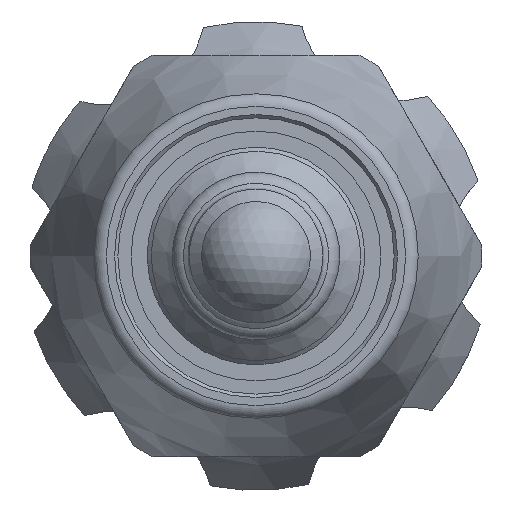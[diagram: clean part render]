
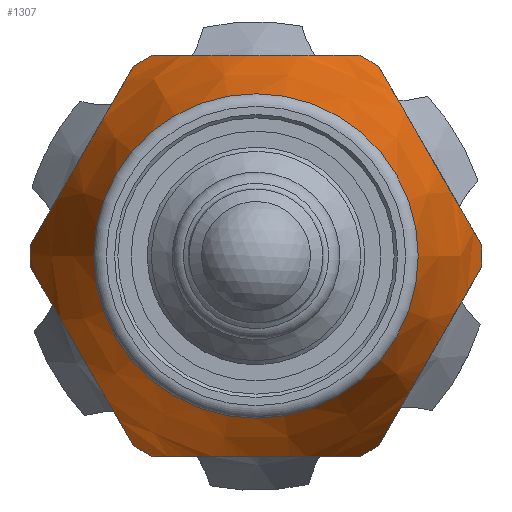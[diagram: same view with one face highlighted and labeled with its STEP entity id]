
A CAD part, front view. The second image highlights one B-rep face of the part: STEP entity #1307.
In plain terms, the highlighted conical face has half-angle 20 degrees and reference radius 11.492 mm.
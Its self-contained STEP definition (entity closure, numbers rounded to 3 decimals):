
#586=CARTESIAN_POINT('',(6.151,15.148,-12.));
#587=VERTEX_POINT('',#586);
#594=CARTESIAN_POINT('',(-6.151,15.148,-12.));
#595=VERTEX_POINT('',#594);
#596=CARTESIAN_POINT('',(6.151,15.148,-12.));
#597=CARTESIAN_POINT('',(0.,7.439,-12.));
#598=CARTESIAN_POINT('',(-6.151,15.148,-12.));
#606=(BOUNDED_CURVE()B_SPLINE_CURVE(2,(#596,#597,#598),.UNSPECIFIED.,.F.,.U.)B_SPLINE_CURVE_WITH_KNOTS((3,3),(0.0,1.476),.UNSPECIFIED.)CURVE()GEOMETRIC_REPRESENTATION_ITEM()RATIONAL_B_SPLINE_CURVE((1.0,1.124,1.0))REPRESENTATION_ITEM(''));
#607=EDGE_CURVE('',#587,#595,#606,.T.);
#1062=CARTESIAN_POINT('',(13.468,15.148,-0.673));
#1063=VERTEX_POINT('',#1062);
#1070=CARTESIAN_POINT('',(7.317,15.148,-11.327));
#1071=VERTEX_POINT('',#1070);
#1072=CARTESIAN_POINT('',(13.468,15.148,-0.673));
#1073=CARTESIAN_POINT('',(10.392,7.439,-6.));
#1074=CARTESIAN_POINT('',(7.317,15.148,-11.327));
#1082=(BOUNDED_CURVE()B_SPLINE_CURVE(2,(#1072,#1073,#1074),.UNSPECIFIED.,.F.,.U.)B_SPLINE_CURVE_WITH_KNOTS((3,3),(0.0,1.476),.UNSPECIFIED.)CURVE()GEOMETRIC_REPRESENTATION_ITEM()RATIONAL_B_SPLINE_CURVE((1.0,1.124,1.0))REPRESENTATION_ITEM(''));
#1083=EDGE_CURVE('',#1063,#1071,#1082,.T.);
#1100=CARTESIAN_POINT('',(13.468,15.148,0.673));
#1101=VERTEX_POINT('',#1100);
#1108=CARTESIAN_POINT('',(0.,15.148,0.));
#1109=DIRECTION('',(0.0,-1.0,0.0));
#1110=DIRECTION('',(-1.0,0.0,0.0));
#1111=AXIS2_PLACEMENT_3D('',#1108,#1109,#1110);
#1112=CIRCLE('',#1111,13.485);
#1113=EDGE_CURVE('',#1063,#1101,#1112,.T.);
#1125=CARTESIAN_POINT('',(7.317,15.148,11.327));
#1126=VERTEX_POINT('',#1125);
#1133=CARTESIAN_POINT('',(7.317,15.148,11.327));
#1134=CARTESIAN_POINT('',(10.392,7.439,6.));
#1135=CARTESIAN_POINT('',(13.468,15.148,0.673));
#1143=(BOUNDED_CURVE()B_SPLINE_CURVE(2,(#1133,#1134,#1135),.UNSPECIFIED.,.F.,.U.)B_SPLINE_CURVE_WITH_KNOTS((3,3),(0.0,1.476),.UNSPECIFIED.)CURVE()GEOMETRIC_REPRESENTATION_ITEM()RATIONAL_B_SPLINE_CURVE((1.0,1.124,1.0))REPRESENTATION_ITEM(''));
#1144=EDGE_CURVE('',#1126,#1101,#1143,.T.);
#1156=CARTESIAN_POINT('',(6.151,15.148,12.));
#1157=VERTEX_POINT('',#1156);
#1164=CARTESIAN_POINT('',(0.,15.148,0.));
#1165=DIRECTION('',(0.0,-1.0,0.0));
#1166=DIRECTION('',(-1.0,0.0,0.0));
#1167=AXIS2_PLACEMENT_3D('',#1164,#1165,#1166);
#1168=CIRCLE('',#1167,13.485);
#1169=EDGE_CURVE('',#1126,#1157,#1168,.T.);
#1181=CARTESIAN_POINT('',(-6.151,15.148,12.));
#1182=VERTEX_POINT('',#1181);
#1189=CARTESIAN_POINT('',(-6.151,15.148,12.));
#1190=CARTESIAN_POINT('',(0.,7.439,12.));
#1191=CARTESIAN_POINT('',(6.151,15.148,12.));
#1199=(BOUNDED_CURVE()B_SPLINE_CURVE(2,(#1189,#1190,#1191),.UNSPECIFIED.,.F.,.U.)B_SPLINE_CURVE_WITH_KNOTS((3,3),(0.0,1.476),.UNSPECIFIED.)CURVE()GEOMETRIC_REPRESENTATION_ITEM()RATIONAL_B_SPLINE_CURVE((1.0,1.124,1.0))REPRESENTATION_ITEM(''));
#1200=EDGE_CURVE('',#1182,#1157,#1199,.T.);
#1214=CARTESIAN_POINT('',(-9.692,4.726,0.));
#1215=VERTEX_POINT('',#1214);
#1216=CARTESIAN_POINT('',(0.,4.726,0.));
#1217=DIRECTION('',(0.0,-1.0,0.0));
#1218=DIRECTION('',(1.0,0.0,0.0));
#1219=AXIS2_PLACEMENT_3D('',#1216,#1217,#1218);
#1220=CIRCLE('',#1219,9.692);
#1221=EDGE_CURVE('',#1215,#1215,#1220,.T.);
#1229=CARTESIAN_POINT('',(0.,9.674,0.));
#1230=DIRECTION('',(0.,1.0,0.));
#1231=DIRECTION('',(-1.0,0.0,0.0));
#1232=AXIS2_PLACEMENT_3D('',#1229,#1230,#1231);
#1233=CONICAL_SURFACE('',#1232,11.492,20.);
#1234=ORIENTED_EDGE('',*,*,#1200,.F.);
#1235=CARTESIAN_POINT('',(-7.317,15.148,11.327));
#1236=VERTEX_POINT('',#1235);
#1237=CARTESIAN_POINT('',(0.,15.148,0.));
#1238=DIRECTION('',(0.0,-1.0,0.0));
#1239=DIRECTION('',(-1.0,0.0,0.0));
#1240=AXIS2_PLACEMENT_3D('',#1237,#1238,#1239);
#1241=CIRCLE('',#1240,13.485);
#1242=EDGE_CURVE('',#1182,#1236,#1241,.T.);
#1243=ORIENTED_EDGE('',*,*,#1242,.T.);
#1244=CARTESIAN_POINT('',(-13.468,15.148,0.673));
#1245=VERTEX_POINT('',#1244);
#1246=CARTESIAN_POINT('',(-13.468,15.148,0.673));
#1247=CARTESIAN_POINT('',(-10.392,7.439,6.));
#1248=CARTESIAN_POINT('',(-7.317,15.148,11.327));
#1256=(BOUNDED_CURVE()B_SPLINE_CURVE(2,(#1246,#1247,#1248),.UNSPECIFIED.,.F.,.U.)B_SPLINE_CURVE_WITH_KNOTS((3,3),(0.0,1.476),.UNSPECIFIED.)CURVE()GEOMETRIC_REPRESENTATION_ITEM()RATIONAL_B_SPLINE_CURVE((1.0,1.124,1.0))REPRESENTATION_ITEM(''));
#1257=EDGE_CURVE('',#1245,#1236,#1256,.T.);
#1258=ORIENTED_EDGE('',*,*,#1257,.F.);
#1259=CARTESIAN_POINT('',(-13.468,15.148,-0.673));
#1260=VERTEX_POINT('',#1259);
#1261=CARTESIAN_POINT('',(0.,15.148,0.));
#1262=DIRECTION('',(0.0,-1.0,0.0));
#1263=DIRECTION('',(-1.0,0.0,0.0));
#1264=AXIS2_PLACEMENT_3D('',#1261,#1262,#1263);
#1265=CIRCLE('',#1264,13.485);
#1266=EDGE_CURVE('',#1245,#1260,#1265,.T.);
#1267=ORIENTED_EDGE('',*,*,#1266,.T.);
#1268=CARTESIAN_POINT('',(-7.317,15.148,-11.327));
#1269=VERTEX_POINT('',#1268);
#1270=CARTESIAN_POINT('',(-7.317,15.148,-11.327));
#1271=CARTESIAN_POINT('',(-10.392,7.439,-6.));
#1272=CARTESIAN_POINT('',(-13.468,15.148,-0.673));
#1280=(BOUNDED_CURVE()B_SPLINE_CURVE(2,(#1270,#1271,#1272),.UNSPECIFIED.,.F.,.U.)B_SPLINE_CURVE_WITH_KNOTS((3,3),(0.0,1.476),.UNSPECIFIED.)CURVE()GEOMETRIC_REPRESENTATION_ITEM()RATIONAL_B_SPLINE_CURVE((1.0,1.124,1.0))REPRESENTATION_ITEM(''));
#1281=EDGE_CURVE('',#1269,#1260,#1280,.T.);
#1282=ORIENTED_EDGE('',*,*,#1281,.F.);
#1283=CARTESIAN_POINT('',(0.,15.148,0.));
#1284=DIRECTION('',(0.0,-1.0,0.0));
#1285=DIRECTION('',(-1.0,0.0,0.0));
#1286=AXIS2_PLACEMENT_3D('',#1283,#1284,#1285);
#1287=CIRCLE('',#1286,13.485);
#1288=EDGE_CURVE('',#1269,#595,#1287,.T.);
#1289=ORIENTED_EDGE('',*,*,#1288,.T.);
#1290=ORIENTED_EDGE('',*,*,#607,.F.);
#1291=CARTESIAN_POINT('',(0.,15.148,0.));
#1292=DIRECTION('',(0.0,-1.0,0.0));
#1293=DIRECTION('',(-1.0,0.0,0.0));
#1294=AXIS2_PLACEMENT_3D('',#1291,#1292,#1293);
#1295=CIRCLE('',#1294,13.485);
#1296=EDGE_CURVE('',#587,#1071,#1295,.T.);
#1297=ORIENTED_EDGE('',*,*,#1296,.T.);
#1298=ORIENTED_EDGE('',*,*,#1083,.F.);
#1299=ORIENTED_EDGE('',*,*,#1113,.T.);
#1300=ORIENTED_EDGE('',*,*,#1144,.F.);
#1301=ORIENTED_EDGE('',*,*,#1169,.T.);
#1302=EDGE_LOOP('',(#1234,#1243,#1258,#1267,#1282,#1289,#1290,#1297,#1298,#1299,#1300,#1301));
#1303=FACE_OUTER_BOUND('',#1302,.T.);
#1304=ORIENTED_EDGE('',*,*,#1221,.F.);
#1305=EDGE_LOOP('',(#1304));
#1306=FACE_BOUND('',#1305,.T.);
#1307=ADVANCED_FACE('',(#1303,#1306),#1233,.T.);
